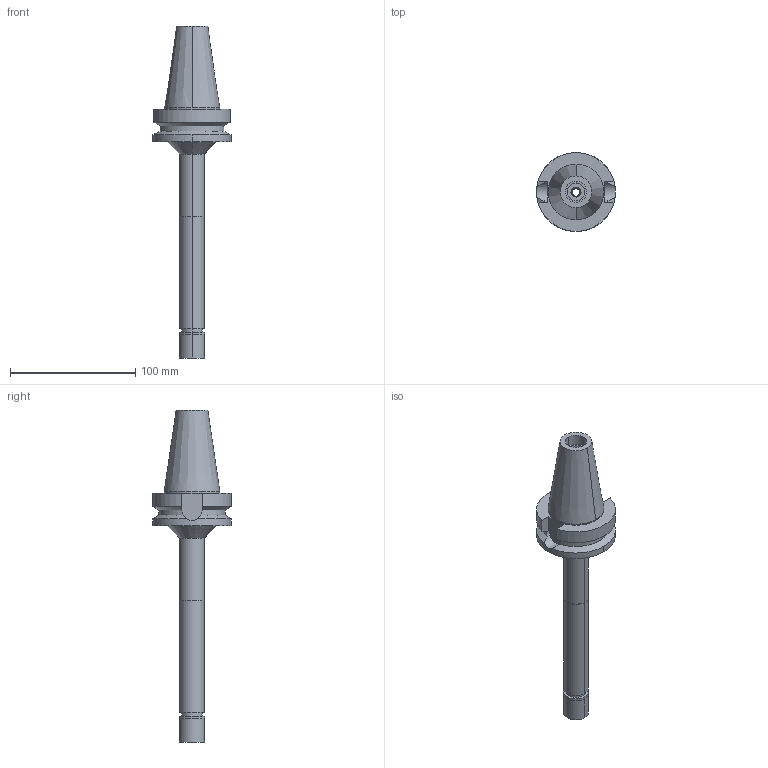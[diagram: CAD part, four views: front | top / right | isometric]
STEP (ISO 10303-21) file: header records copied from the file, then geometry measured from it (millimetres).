
FILE_DESCRIPTION((''),'2;1');
FILE_NAME('BBT40MN06200-060_ASM','2018-05-21T',('ykawabe'),(''),'CREO PARAMETRIC BY PTC INC, 2016380','CREO PARAMETRIC BY PTC INC, 2016380','');
FILE_SCHEMA(('AUTOMOTIVE_DESIGN { 1 0 10303 214 1 1 1 1 }'));
Length unit declared in the file: millimetre
Products named in the file (5): BBT40-MEGA6N-200_1; NBC6-6_1; MGN6_1; DXF_TEMP_ASSY_ASM_4_ASM; BBT40MN06200-060_ASM
Assembly tree (4 placements, depth 3):
  BBT40MN06200-060_ASM
    DXF_TEMP_ASSY_ASM_4_ASM
      BBT40-MEGA6N-200_1
      NBC6-6_1
      MGN6_1
Bounding box: 63 x 63 x 265.4 mm (x, y, z)
Volume: 170324.9 mm3; surface area: 39807.7 mm2
Topology: 3 solids, 3 shells, 98 faces, 223 edges, 149 vertices
Faces by surface type: cylinder 50, plane 30, cone 18
Entity records: 4414 total; most frequent: DIRECTION 578, CARTESIAN_POINT 570, ORIENTED_EDGE 446, AXIS2_PLACEMENT_3D 249, PRESENTATION_STYLE_ASSIGNMENT 231, STYLED_ITEM 231, CURVE_STYLE 228, EDGE_CURVE 223
